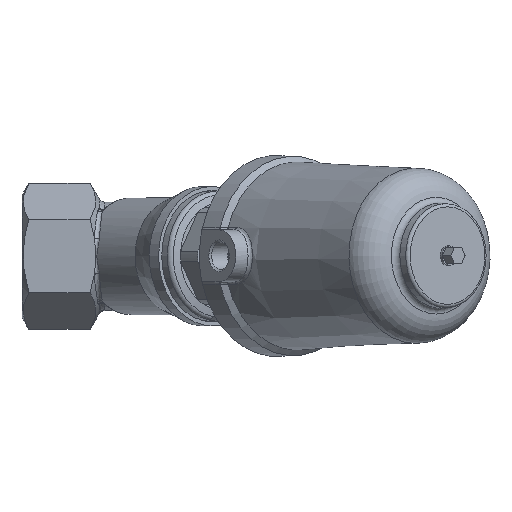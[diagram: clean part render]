
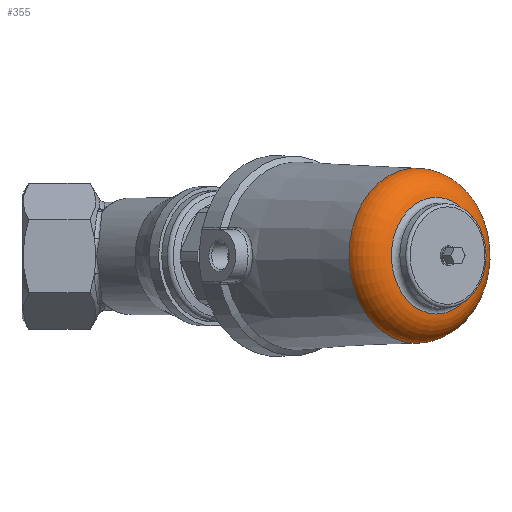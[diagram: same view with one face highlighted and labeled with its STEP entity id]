
A CAD part, top view. The second image highlights one B-rep face of the part: STEP entity #355.
In plain terms, the highlighted toroidal (fillet/blend) face has major radius 17.03 mm and minor radius 10 mm.
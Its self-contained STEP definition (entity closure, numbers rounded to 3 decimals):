
#355 = ADVANCED_FACE( '', ( #831, #832 ), #833, .T. );
#831 = FACE_OUTER_BOUND( '', #4925, .T. );
#832 = FACE_OUTER_BOUND( '', #4926, .T. );
#833 = TOROIDAL_SURFACE( '', #4927, 17.03, 10. );
#4925 = EDGE_LOOP( '', ( #13686 ) );
#4926 = EDGE_LOOP( '', ( #13687 ) );
#4927 = AXIS2_PLACEMENT_3D( '', #13688, #13689, #13690 );
#13686 = ORIENTED_EDGE( '', *, *, #15115, .F. );
#13687 = ORIENTED_EDGE( '', *, *, #15116, .T. );
#13688 = CARTESIAN_POINT( '', ( 0., 0., 69.043 ) );
#13689 = DIRECTION( '', ( 0., 0., 1. ) );
#13690 = DIRECTION( '', ( 1., 0., 0. ) );
#15115 = EDGE_CURVE( '', #15899, #15899, #15900, .T. );
#15116 = EDGE_CURVE( '', #15901, #15901, #15902, .T. );
#15899 = VERTEX_POINT( '', #18746 );
#15900 = CIRCLE( '', #18747, 17.994 );
#15901 = VERTEX_POINT( '', #18748 );
#15902 = CIRCLE( '', #18749, 27.024 );
#18746 = CARTESIAN_POINT( '', ( 17.994, 0., 78.997 ) );
#18747 = AXIS2_PLACEMENT_3D( '', #22818, #22819, #22820 );
#18748 = CARTESIAN_POINT( '', ( 27.024, 0., 69.389 ) );
#18749 = AXIS2_PLACEMENT_3D( '', #22821, #22822, #22823 );
#22818 = CARTESIAN_POINT( '', ( 0., 0., 78.997 ) );
#22819 = DIRECTION( '', ( 0., 0., 1. ) );
#22820 = DIRECTION( '', ( 1., 0., 0. ) );
#22821 = CARTESIAN_POINT( '', ( 0., 0., 69.389 ) );
#22822 = DIRECTION( '', ( 0., 0., 1. ) );
#22823 = DIRECTION( '', ( 1., 0., 0. ) );
